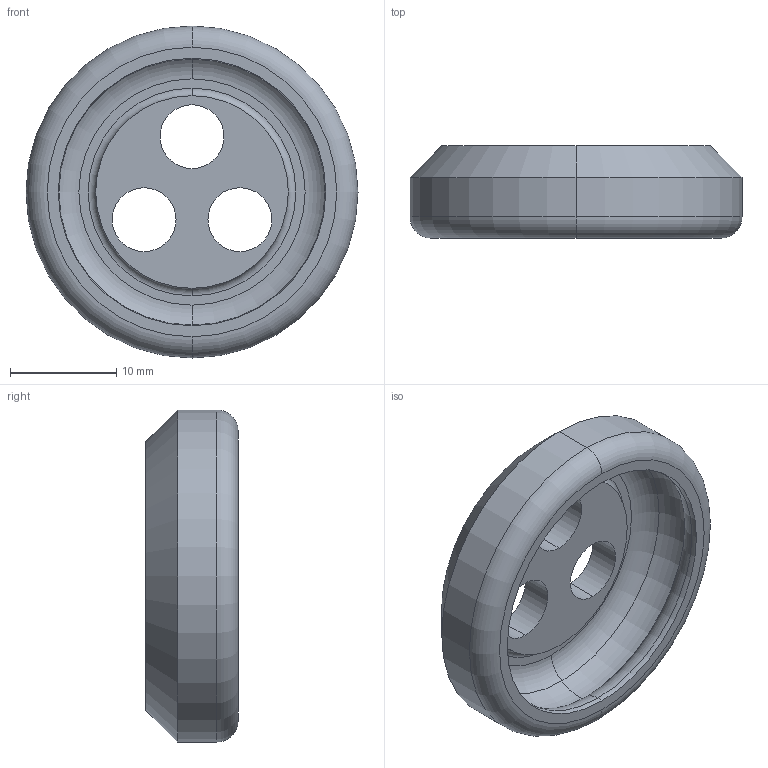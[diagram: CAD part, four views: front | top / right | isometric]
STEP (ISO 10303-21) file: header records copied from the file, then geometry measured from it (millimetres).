
FILE_DESCRIPTION (( 'STEP AP214' ), '1' );
FILE_NAME ('bottle_filling_head.STEP', '2021-11-16T19:13:16', ( 'Erik Näsström' ), ( '' ), 'SwSTEP 2.0', 'SolidWorks 2021', '' );
FILE_SCHEMA (( 'AUTOMOTIVE_DESIGN' ));
Length unit declared in the file: millimetre
Products named in the file (1): bottle_filling_head
Bounding box: 31.19 x 8.68 x 31.19 mm (x, y, z)
Volume: 2622.4 mm3; surface area: 2697.4 mm2
Topology: 1 solids, 1 shells, 30 faces, 64 edges, 38 vertices
Faces by surface type: torus 14, cylinder 10, plane 4, cone 2
Entity records: 874 total; most frequent: DIRECTION 178, CARTESIAN_POINT 133, ORIENTED_EDGE 128, AXIS2_PLACEMENT_3D 83, EDGE_CURVE 64, CIRCLE 52, VERTEX_POINT 38, EDGE_LOOP 38
